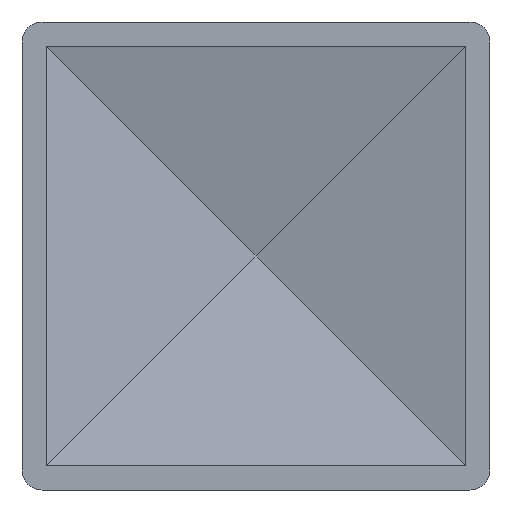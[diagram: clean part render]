
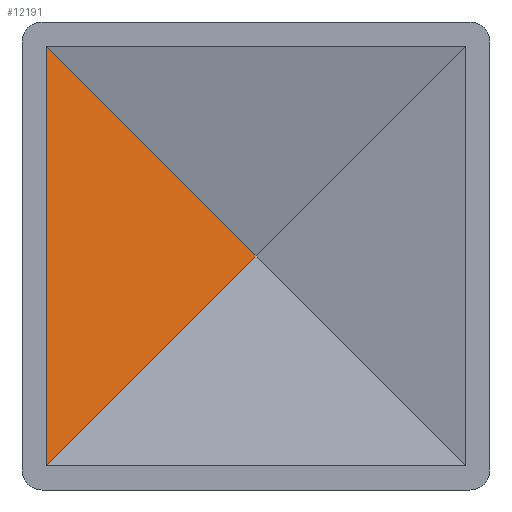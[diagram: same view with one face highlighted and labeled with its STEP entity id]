
A CAD part, front view. The second image highlights one B-rep face of the part: STEP entity #12191.
In plain terms, the highlighted planar face has unit normal (0.242, -0.97, 0).
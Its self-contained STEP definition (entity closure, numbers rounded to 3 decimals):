
#707 = LINE ( 'NONE', #11875, #10137 ) ;
#1161 = VERTEX_POINT ( 'NONE', #6959 ) ;
#1703 = PLANE ( 'NONE',  #6135 ) ;
#1919 = CARTESIAN_POINT ( 'NONE',  ( -15.7, 6.266, -15.7 ) ) ;
#2081 = LINE ( 'NONE', #13935, #9088 ) ;
#2859 = FACE_OUTER_BOUND ( 'NONE', #16312, .T. ) ;
#4212 = DIRECTION ( 'NONE',  ( -0.696, -0.174, -0.696 ) ) ;
#5595 = DIRECTION ( 'NONE',  ( -0.243, 0.97, 0. ) ) ;
#6135 = AXIS2_PLACEMENT_3D ( 'NONE', #10806, #5595, #14596 ) ;
#6229 = DIRECTION ( 'NONE',  ( -0.696, -0.174, 0.696 ) ) ;
#6546 = VECTOR ( 'NONE', #9517, 1000. ) ;
#6838 = ORIENTED_EDGE ( 'NONE', *, *, #9076, .F. ) ;
#6959 = CARTESIAN_POINT ( 'NONE',  ( -15.7, 6.266, 15.7 ) ) ;
#7291 = EDGE_CURVE ( 'NONE', #12348, #1161, #11286, .T. ) ;
#9076 = EDGE_CURVE ( 'NONE', #11853, #12348, #707, .T. ) ;
#9088 = VECTOR ( 'NONE', #6229, 1000. ) ;
#9517 = DIRECTION ( 'NONE',  ( 0., 0., 1. ) ) ;
#10137 = VECTOR ( 'NONE', #4212, 1000. ) ;
#10797 = ORIENTED_EDGE ( 'NONE', *, *, #7291, .F. ) ;
#10806 = CARTESIAN_POINT ( 'NONE',  ( -2.398, 9.591, -17.5 ) ) ;
#11094 = EDGE_CURVE ( 'NONE', #11853, #1161, #2081, .T. ) ;
#11286 = LINE ( 'NONE', #12009, #6546 ) ;
#11853 = VERTEX_POINT ( 'NONE', #15980 ) ;
#11875 = CARTESIAN_POINT ( 'NONE',  ( -9.72, 7.761, -9.72 ) ) ;
#12009 = CARTESIAN_POINT ( 'NONE',  ( -15.7, 6.266, -17.5 ) ) ;
#12191 = ADVANCED_FACE ( 'NONE', ( #2859 ), #1703, .F. ) ;
#12348 = VERTEX_POINT ( 'NONE', #1919 ) ;
#12943 = ORIENTED_EDGE ( 'NONE', *, *, #11094, .T. ) ;
#13935 = CARTESIAN_POINT ( 'NONE',  ( 7.25, 12.003, -7.25 ) ) ;
#14596 = DIRECTION ( 'NONE',  ( -0.97, -0.243, 0. ) ) ;
#15980 = CARTESIAN_POINT ( 'NONE',  ( 0., 10.191, 0. ) ) ;
#16312 = EDGE_LOOP ( 'NONE', ( #12943, #10797, #6838 ) ) ;
